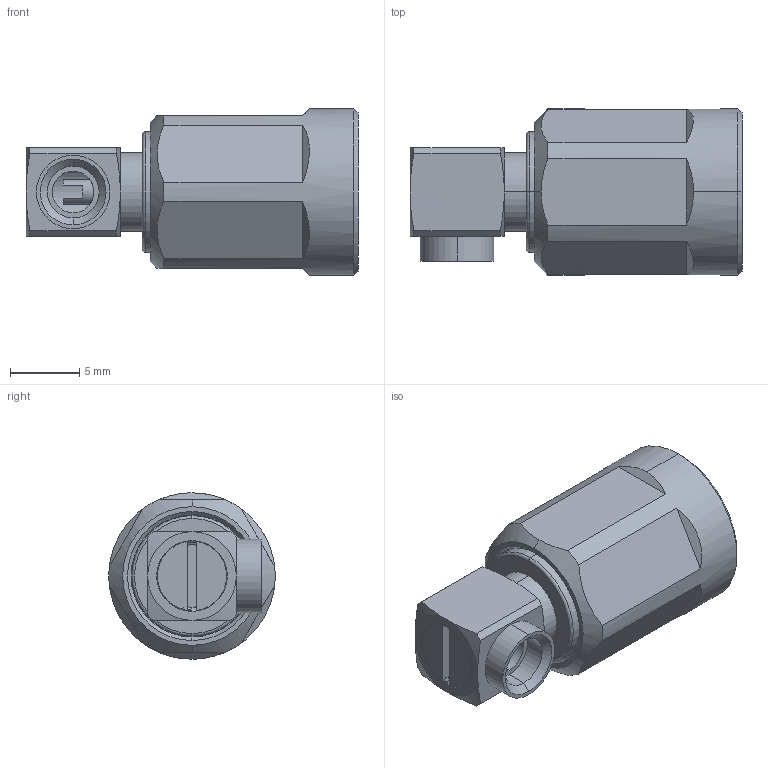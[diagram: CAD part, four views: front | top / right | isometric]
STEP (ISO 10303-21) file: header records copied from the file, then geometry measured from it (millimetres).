
FILE_DESCRIPTION (( 'STEP AP203' ), '1' );
FILE_NAME ('LCCN3231_3D.STEP', '2022-09-02T07:20:31', ( '' ), ( '' ), 'SwSTEP 2.0', 'SolidWorks 2021', '' );
FILE_SCHEMA (( 'CONFIG_CONTROL_DESIGN' ));
Length unit declared in the file: millimetre
Products named in the file (1): LCCN3231_3D
Bounding box: 23.95 x 12 x 12 mm (x, y, z)
Volume: 1193.8 mm3; surface area: 2723 mm2
Topology: 4 solids, 4 shells, 310 faces, 780 edges, 499 vertices
Faces by surface type: cylinder 121, plane 100, cone 57, torus 16, bspline 14, sphere 2
Entity records: 13038 total; most frequent: CARTESIAN_POINT 5745, ORIENTED_EDGE 1556, DIRECTION 1437, EDGE_CURVE 778, AXIS2_PLACEMENT_3D 577, VERTEX_POINT 499, EDGE_LOOP 343, FACE_OUTER_BOUND 310
